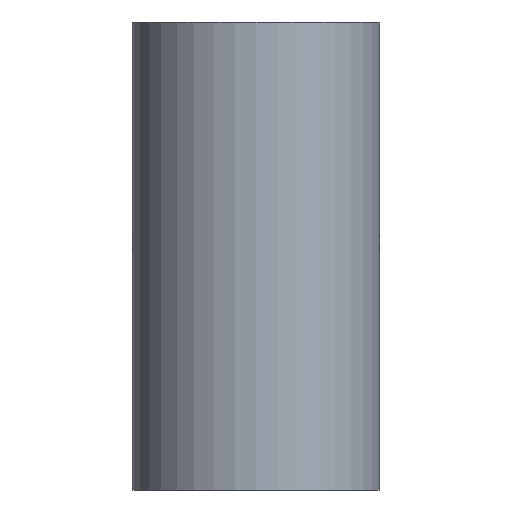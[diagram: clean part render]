
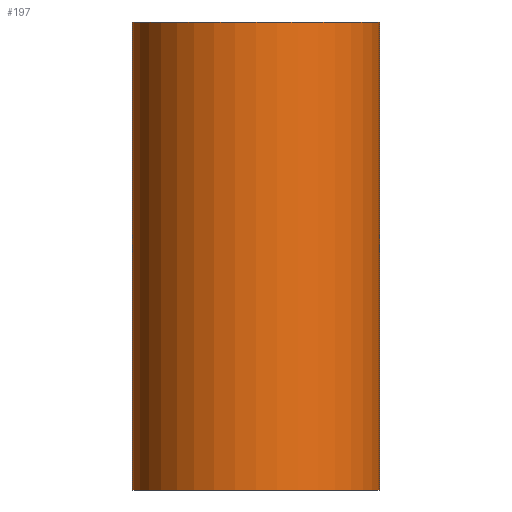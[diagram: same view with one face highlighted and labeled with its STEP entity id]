
A CAD part, front view. The second image highlights one B-rep face of the part: STEP entity #197.
In plain terms, the highlighted cylindrical face has radius 37.5 mm (diameter 75 mm), a full revolution.
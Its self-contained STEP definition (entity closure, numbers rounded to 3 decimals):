
#16=B_SPLINE_CURVE_WITH_KNOTS('',3,(#393,#394,#395,#396,#397,#398,#399,
#400,#401,#402,#403,#404,#405,#406,#407,#408,#409,#410,#411,#412,#413,#414,
#415,#416,#417,#418,#419,#420,#421,#422,#423,#424,#425,#426,#427,#428,#429,
#430,#431,#432,#433,#434,#435,#436,#437,#438,#439,#440,#441,#442,#443,#444,
#445,#446,#447,#448,#449,#450,#451,#452,#453,#454,#455,#456,#457,#458),
 .UNSPECIFIED.,.T.,.F.,(4,2,2,2,2,2,2,2,2,2,2,2,2,2,2,2,2,2,2,2,2,2,2,2,
2,2,2,2,2,2,2,2,4),(0.,0.407,0.814,1.221,
1.628,2.033,2.438,2.844,3.249,
3.654,4.059,4.464,4.869,5.276,
5.683,6.09,6.497,6.904,7.311,
7.718,8.126,8.531,8.936,9.341,
9.746,10.151,10.556,10.962,11.367,
11.774,12.181,12.588,12.995),
 .UNSPECIFIED.);
#29=CYLINDRICAL_SURFACE('',#230,37.5);
#44=FACE_BOUND('',#92,.T.);
#45=FACE_BOUND('',#93,.T.);
#61=FACE_OUTER_BOUND('',#91,.T.);
#91=EDGE_LOOP('',(#174));
#92=EDGE_LOOP('',(#175));
#93=EDGE_LOOP('',(#176));
#101=CIRCLE('',#208,37.5);
#105=CIRCLE('',#215,37.5);
#116=VERTEX_POINT('',#307);
#120=VERTEX_POINT('',#318);
#129=VERTEX_POINT('',#392);
#133=EDGE_CURVE('',#116,#116,#101,.T.);
#137=EDGE_CURVE('',#120,#120,#105,.T.);
#146=EDGE_CURVE('',#129,#129,#16,.T.);
#174=ORIENTED_EDGE('',*,*,#133,.F.);
#175=ORIENTED_EDGE('',*,*,#137,.F.);
#176=ORIENTED_EDGE('',*,*,#146,.T.);
#197=ADVANCED_FACE('',(#61,#44,#45),#29,.T.);
#208=AXIS2_PLACEMENT_3D('',#308,#247,#248);
#215=AXIS2_PLACEMENT_3D('',#319,#261,#262);
#230=AXIS2_PLACEMENT_3D('',#459,#291,#292);
#247=DIRECTION('center_axis',(0.,0.,1.));
#248=DIRECTION('ref_axis',(-1.,0.,0.));
#261=DIRECTION('center_axis',(0.,0.,-1.));
#262=DIRECTION('ref_axis',(-1.,0.,0.));
#291=DIRECTION('center_axis',(0.,0.,1.));
#292=DIRECTION('ref_axis',(-1.,0.,0.));
#307=CARTESIAN_POINT('',(37.5,0.,71.));
#308=CARTESIAN_POINT('Origin',(0.,0.,71.));
#318=CARTESIAN_POINT('',(37.5,0.,-71.));
#319=CARTESIAN_POINT('Origin',(0.,0.,-71.));
#392=CARTESIAN_POINT('',(21.,31.068,0.));
#393=CARTESIAN_POINT('Ctrl Pts',(21.,31.068,0.));
#394=CARTESIAN_POINT('Ctrl Pts',(21.,31.068,1.357));
#395=CARTESIAN_POINT('Ctrl Pts',(20.867,31.16,2.746));
#396=CARTESIAN_POINT('Ctrl Pts',(20.319,31.52,5.485));
#397=CARTESIAN_POINT('Ctrl Pts',(19.905,31.787,6.835));
#398=CARTESIAN_POINT('Ctrl Pts',(18.826,32.438,9.408));
#399=CARTESIAN_POINT('Ctrl Pts',(18.16,32.821,10.634));
#400=CARTESIAN_POINT('Ctrl Pts',(16.63,33.622,12.896));
#401=CARTESIAN_POINT('Ctrl Pts',(15.767,34.039,13.932));
#402=CARTESIAN_POINT('Ctrl Pts',(13.936,34.829,15.763));
#403=CARTESIAN_POINT('Ctrl Pts',(12.902,35.231,16.625));
#404=CARTESIAN_POINT('Ctrl Pts',(10.64,35.979,18.157));
#405=CARTESIAN_POINT('Ctrl Pts',(9.411,36.324,18.825));
#406=CARTESIAN_POINT('Ctrl Pts',(6.832,36.896,19.907));
#407=CARTESIAN_POINT('Ctrl Pts',(5.478,37.123,20.321));
#408=CARTESIAN_POINT('Ctrl Pts',(2.738,37.425,20.868));
#409=CARTESIAN_POINT('Ctrl Pts',(1.35,37.5,21.));
#410=CARTESIAN_POINT('Ctrl Pts',(-1.35,37.5,21.));
#411=CARTESIAN_POINT('Ctrl Pts',(-2.738,37.425,20.868));
#412=CARTESIAN_POINT('Ctrl Pts',(-5.478,37.123,20.321));
#413=CARTESIAN_POINT('Ctrl Pts',(-6.832,36.896,19.907));
#414=CARTESIAN_POINT('Ctrl Pts',(-9.411,36.324,18.825));
#415=CARTESIAN_POINT('Ctrl Pts',(-10.64,35.979,18.157));
#416=CARTESIAN_POINT('Ctrl Pts',(-12.902,35.231,16.625));
#417=CARTESIAN_POINT('Ctrl Pts',(-13.936,34.829,15.763));
#418=CARTESIAN_POINT('Ctrl Pts',(-15.767,34.039,13.932));
#419=CARTESIAN_POINT('Ctrl Pts',(-16.63,33.622,12.896));
#420=CARTESIAN_POINT('Ctrl Pts',(-18.16,32.821,10.634));
#421=CARTESIAN_POINT('Ctrl Pts',(-18.826,32.438,9.408));
#422=CARTESIAN_POINT('Ctrl Pts',(-19.905,31.787,6.835));
#423=CARTESIAN_POINT('Ctrl Pts',(-20.319,31.52,5.485));
#424=CARTESIAN_POINT('Ctrl Pts',(-20.867,31.16,2.746));
#425=CARTESIAN_POINT('Ctrl Pts',(-21.,31.068,1.357));
#426=CARTESIAN_POINT('Ctrl Pts',(-21.,31.068,-1.357));
#427=CARTESIAN_POINT('Ctrl Pts',(-20.867,31.16,-2.746));
#428=CARTESIAN_POINT('Ctrl Pts',(-20.319,31.52,-5.485));
#429=CARTESIAN_POINT('Ctrl Pts',(-19.905,31.787,-6.835));
#430=CARTESIAN_POINT('Ctrl Pts',(-18.826,32.438,-9.408));
#431=CARTESIAN_POINT('Ctrl Pts',(-18.16,32.821,-10.634));
#432=CARTESIAN_POINT('Ctrl Pts',(-16.63,33.622,-12.896));
#433=CARTESIAN_POINT('Ctrl Pts',(-15.767,34.039,-13.932));
#434=CARTESIAN_POINT('Ctrl Pts',(-13.936,34.829,-15.763));
#435=CARTESIAN_POINT('Ctrl Pts',(-12.902,35.231,-16.625));
#436=CARTESIAN_POINT('Ctrl Pts',(-10.64,35.979,-18.157));
#437=CARTESIAN_POINT('Ctrl Pts',(-9.411,36.324,-18.825));
#438=CARTESIAN_POINT('Ctrl Pts',(-6.832,36.896,-19.907));
#439=CARTESIAN_POINT('Ctrl Pts',(-5.478,37.123,-20.321));
#440=CARTESIAN_POINT('Ctrl Pts',(-2.738,37.425,-20.868));
#441=CARTESIAN_POINT('Ctrl Pts',(-1.35,37.5,-21.));
#442=CARTESIAN_POINT('Ctrl Pts',(1.35,37.5,-21.));
#443=CARTESIAN_POINT('Ctrl Pts',(2.738,37.425,-20.868));
#444=CARTESIAN_POINT('Ctrl Pts',(5.478,37.123,-20.321));
#445=CARTESIAN_POINT('Ctrl Pts',(6.832,36.896,-19.907));
#446=CARTESIAN_POINT('Ctrl Pts',(9.411,36.324,-18.825));
#447=CARTESIAN_POINT('Ctrl Pts',(10.64,35.979,-18.157));
#448=CARTESIAN_POINT('Ctrl Pts',(12.902,35.231,-16.625));
#449=CARTESIAN_POINT('Ctrl Pts',(13.936,34.829,-15.763));
#450=CARTESIAN_POINT('Ctrl Pts',(15.767,34.039,-13.932));
#451=CARTESIAN_POINT('Ctrl Pts',(16.63,33.622,-12.896));
#452=CARTESIAN_POINT('Ctrl Pts',(18.16,32.821,-10.634));
#453=CARTESIAN_POINT('Ctrl Pts',(18.826,32.438,-9.408));
#454=CARTESIAN_POINT('Ctrl Pts',(19.905,31.787,-6.835));
#455=CARTESIAN_POINT('Ctrl Pts',(20.319,31.52,-5.485));
#456=CARTESIAN_POINT('Ctrl Pts',(20.867,31.16,-2.746));
#457=CARTESIAN_POINT('Ctrl Pts',(21.,31.068,-1.357));
#458=CARTESIAN_POINT('Ctrl Pts',(21.,31.068,0.));
#459=CARTESIAN_POINT('Origin',(0.,0.,0.));
